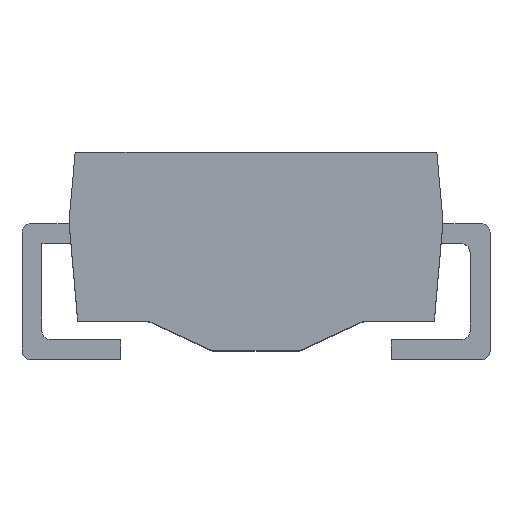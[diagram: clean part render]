
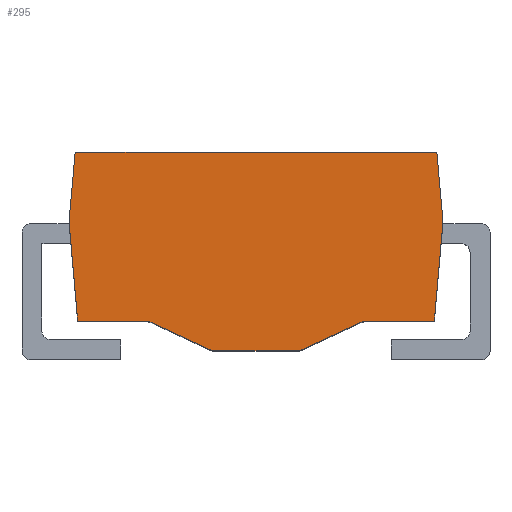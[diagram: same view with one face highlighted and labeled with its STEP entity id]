
A CAD part, top view. The second image highlights one B-rep face of the part: STEP entity #295.
In plain terms, the highlighted planar face has unit normal (0, 0, 1).
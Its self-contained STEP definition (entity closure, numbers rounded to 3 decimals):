
#295 = ADVANCED_FACE( '', ( #629 ), #630, .T. );
#629 = FACE_OUTER_BOUND( '', #1000, .T. );
#630 = PLANE( '', #1001 );
#1000 = EDGE_LOOP( '', ( #2031, #2032, #2033, #2034, #2035, #2036, #2037, #2038, #2039, #2040, #2041, #2042, #2043, #2044 ) );
#1001 = AXIS2_PLACEMENT_3D( '', #2045, #2046, #2047 );
#2031 = ORIENTED_EDGE( '', *, *, #2441, .T. );
#2032 = ORIENTED_EDGE( '', *, *, #2727, .T. );
#2033 = ORIENTED_EDGE( '', *, *, #2728, .T. );
#2034 = ORIENTED_EDGE( '', *, *, #2685, .T. );
#2035 = ORIENTED_EDGE( '', *, *, #2666, .T. );
#2036 = ORIENTED_EDGE( '', *, *, #2372, .T. );
#2037 = ORIENTED_EDGE( '', *, *, #2729, .T. );
#2038 = ORIENTED_EDGE( '', *, *, #2658, .T. );
#2039 = ORIENTED_EDGE( '', *, *, #2730, .T. );
#2040 = ORIENTED_EDGE( '', *, *, #2731, .T. );
#2041 = ORIENTED_EDGE( '', *, *, #2724, .T. );
#2042 = ORIENTED_EDGE( '', *, *, #2600, .T. );
#2043 = ORIENTED_EDGE( '', *, *, #2528, .F. );
#2044 = ORIENTED_EDGE( '', *, *, #2565, .F. );
#2045 = CARTESIAN_POINT( '', ( 0., 0., 1.81 ) );
#2046 = DIRECTION( '', ( 0., 0., 1. ) );
#2047 = DIRECTION( '', ( 1., 0., 0. ) );
#2372 = EDGE_CURVE( '', #2783, #2781, #2784, .T. );
#2441 = EDGE_CURVE( '', #2907, #2905, #2908, .T. );
#2528 = EDGE_CURVE( '', #3050, #3048, #3052, .T. );
#2565 = EDGE_CURVE( '', #2907, #3050, #3108, .T. );
#2600 = EDGE_CURVE( '', #3164, #3048, #3165, .T. );
#2658 = EDGE_CURVE( '', #3250, #3248, #3251, .T. );
#2666 = EDGE_CURVE( '', #3259, #2783, #3260, .T. );
#2685 = EDGE_CURVE( '', #3282, #3259, #3283, .T. );
#2724 = EDGE_CURVE( '', #3328, #3164, #3329, .T. );
#2727 = EDGE_CURVE( '', #2905, #3332, #3333, .T. );
#2728 = EDGE_CURVE( '', #3332, #3282, #3334, .T. );
#2729 = EDGE_CURVE( '', #2781, #3250, #3335, .T. );
#2730 = EDGE_CURVE( '', #3248, #3336, #3337, .T. );
#2731 = EDGE_CURVE( '', #3336, #3328, #3338, .T. );
#2781 = VERTEX_POINT( '', #3388 );
#2783 = VERTEX_POINT( '', #3391 );
#2784 = LINE( '', #3392, #3393 );
#2905 = VERTEX_POINT( '', #3665 );
#2907 = VERTEX_POINT( '', #3668 );
#2908 = LINE( '', #3669, #3670 );
#3048 = VERTEX_POINT( '', #3944 );
#3050 = VERTEX_POINT( '', #3947 );
#3052 = LINE( '', #3950, #3951 );
#3108 = LINE( '', #4080, #4081 );
#3164 = VERTEX_POINT( '', #4231 );
#3165 = LINE( '', #4232, #4233 );
#3248 = VERTEX_POINT( '', #4575 );
#3250 = VERTEX_POINT( '', #4578 );
#3251 = LINE( '', #4579, #4580 );
#3259 = VERTEX_POINT( '', #4592 );
#3260 = LINE( '', #4593, #4594 );
#3282 = VERTEX_POINT( '', #4639 );
#3283 = LINE( '', #4640, #4641 );
#3328 = VERTEX_POINT( '', #4734 );
#3329 = LINE( '', #4735, #4736 );
#3332 = VERTEX_POINT( '', #4740 );
#3333 = LINE( '', #4741, #4742 );
#3334 = LINE( '', #4743, #4744 );
#3335 = LINE( '', #4745, #4746 );
#3336 = VERTEX_POINT( '', #4747 );
#3337 = LINE( '', #4748, #4749 );
#3338 = LINE( '', #4750, #4751 );
#3388 = CARTESIAN_POINT( '', ( -0.5, -1.29, 1.81 ) );
#3391 = CARTESIAN_POINT( '', ( -1.246, -0.945, 1.81 ) );
#3392 = CARTESIAN_POINT( '', ( -1.246, -0.945, 1.81 ) );
#3393 = VECTOR( '', #4818, 1000. );
#3665 = CARTESIAN_POINT( '', ( -1.56, 1.005, 1.81 ) );
#3668 = CARTESIAN_POINT( '', ( -1.56, 1.004, 1.81 ) );
#3669 = CARTESIAN_POINT( '', ( -1.56, 1.004, 1.81 ) );
#3670 = VECTOR( '', #4859, 1000. );
#3944 = CARTESIAN_POINT( '', ( -1.33, 1.005, 1.81 ) );
#3947 = CARTESIAN_POINT( '', ( -1.33, 1.004, 1.81 ) );
#3950 = CARTESIAN_POINT( '', ( -1.33, 1.004, 1.81 ) );
#3951 = VECTOR( '', #4902, 1000. );
#4080 = CARTESIAN_POINT( '', ( -1.56, 1.004, 1.81 ) );
#4081 = VECTOR( '', #4923, 1000. );
#4231 = CARTESIAN_POINT( '', ( 2.087, 1.005, 1.81 ) );
#4232 = CARTESIAN_POINT( '', ( 2.087, 1.005, 1.81 ) );
#4233 = VECTOR( '', #4930, 1000. );
#4575 = CARTESIAN_POINT( '', ( 1.246, -0.945, 1.81 ) );
#4578 = CARTESIAN_POINT( '', ( 0.5, -1.29, 1.81 ) );
#4579 = CARTESIAN_POINT( '', ( 0.5, -1.29, 1.81 ) );
#4580 = VECTOR( '', #4954, 1000. );
#4592 = CARTESIAN_POINT( '', ( -2.058, -0.945, 1.81 ) );
#4593 = CARTESIAN_POINT( '', ( -2.065, -0.945, 1.81 ) );
#4594 = VECTOR( '', #4962, 1000. );
#4639 = CARTESIAN_POINT( '', ( -2.158, 0.198, 1.81 ) );
#4640 = CARTESIAN_POINT( '', ( -2.158, 0.198, 1.81 ) );
#4641 = VECTOR( '', #4967, 1000. );
#4734 = CARTESIAN_POINT( '', ( 2.158, 0.198, 1.81 ) );
#4735 = CARTESIAN_POINT( '', ( 2.158, 0.198, 1.81 ) );
#4736 = VECTOR( '', #4998, 1000. );
#4740 = CARTESIAN_POINT( '', ( -2.087, 1.005, 1.81 ) );
#4741 = CARTESIAN_POINT( '', ( 2.087, 1.005, 1.81 ) );
#4742 = VECTOR( '', #5000, 1000. );
#4743 = CARTESIAN_POINT( '', ( -2.087, 1.005, 1.81 ) );
#4744 = VECTOR( '', #5001, 1000. );
#4745 = CARTESIAN_POINT( '', ( -0.5, -1.29, 1.81 ) );
#4746 = VECTOR( '', #5002, 1000. );
#4747 = CARTESIAN_POINT( '', ( 2.058, -0.945, 1.81 ) );
#4748 = CARTESIAN_POINT( '', ( 1.246, -0.945, 1.81 ) );
#4749 = VECTOR( '', #5003, 1000. );
#4750 = CARTESIAN_POINT( '', ( 2.065, -0.865, 1.81 ) );
#4751 = VECTOR( '', #5004, 1000. );
#4818 = DIRECTION( '', ( 0.908, -0.42, 0. ) );
#4859 = DIRECTION( '', ( 0., 1., 0. ) );
#4902 = DIRECTION( '', ( 0., 1., 0. ) );
#4923 = DIRECTION( '', ( 1., 0., 0. ) );
#4930 = DIRECTION( '', ( -1., 0., 0. ) );
#4954 = DIRECTION( '', ( 0.908, 0.42, 0. ) );
#4962 = DIRECTION( '', ( 1., 0., 0. ) );
#4967 = DIRECTION( '', ( 0.087, -0.996, 0. ) );
#4998 = DIRECTION( '', ( -0.087, 0.996, 0. ) );
#5000 = DIRECTION( '', ( -1., 0., 0. ) );
#5001 = DIRECTION( '', ( -0.087, -0.996, 0. ) );
#5002 = DIRECTION( '', ( 1., 0., 0. ) );
#5003 = DIRECTION( '', ( 1., 0., 0. ) );
#5004 = DIRECTION( '', ( 0.087, 0.996, 0. ) );
